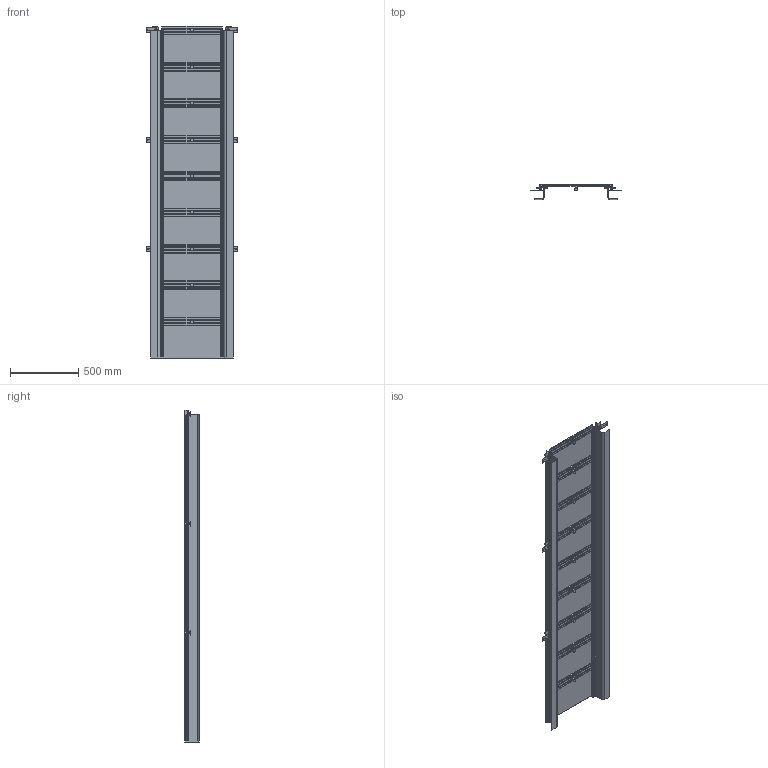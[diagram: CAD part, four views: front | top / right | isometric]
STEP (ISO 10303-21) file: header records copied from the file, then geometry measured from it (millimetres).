
FILE_DESCRIPTION((''),'2;1');
FILE_NAME('U04132KUN_ASM','2022-12-05T15:02:39',('CS00495496'),(''),'CREO PARAMETRIC BY PTC INC, 2020281','CREO PARAMETRIC BY PTC INC, 2020281','');
FILE_SCHEMA(('AUTOMOTIVE_DESIGN { 1 0 10303 214 1 1 1 1 }'));
Length unit declared in the file: millimetre
Products named in the file (14): U05644KUN; U05650KUN; U05647KUN; U05826KUN; U05995KUN; U05347KUN; U05349KUN; U05829KUN_ASM; U05698KUN; U09127KUN; U05363_2KUN; U05643KUN; U05957KUN; U04132KUN_ASM
Assembly tree (58 placements, depth 3):
  U04132KUN_ASM
    U05644KUN  x2
    U05650KUN  x2
    U05647KUN  x9
    U05826KUN  x9
    U05995KUN  x9
    U05829KUN_ASM  x6
      U05347KUN
      U05349KUN
    U05698KUN  x6
    U09127KUN  x6
    U05363_2KUN  x2
    U05643KUN  x2
    U05957KUN  x3
Bounding box: 672.13 x 106.7 x 2432.5 mm (x, y, z)
Volume: 7933046.5 mm3; surface area: 6075606.5 mm2
Topology: 62 solids, 71 shells, 1026 faces, 2976 edges, 2134 vertices
Faces by surface type: plane 600, cylinder 354, cone 42, torus 30
Entity records: 18371 total; most frequent: DIRECTION 2817, CARTESIAN_POINT 2305, AXIS2_PLACEMENT_3D 1010, ORIENTED_EDGE 966, PROPERTY_DEFINITION 908, REPRESENTATION 895, PROPERTY_DEFINITION_REPRESENTATION 895, GENERAL_PROPERTY 682
